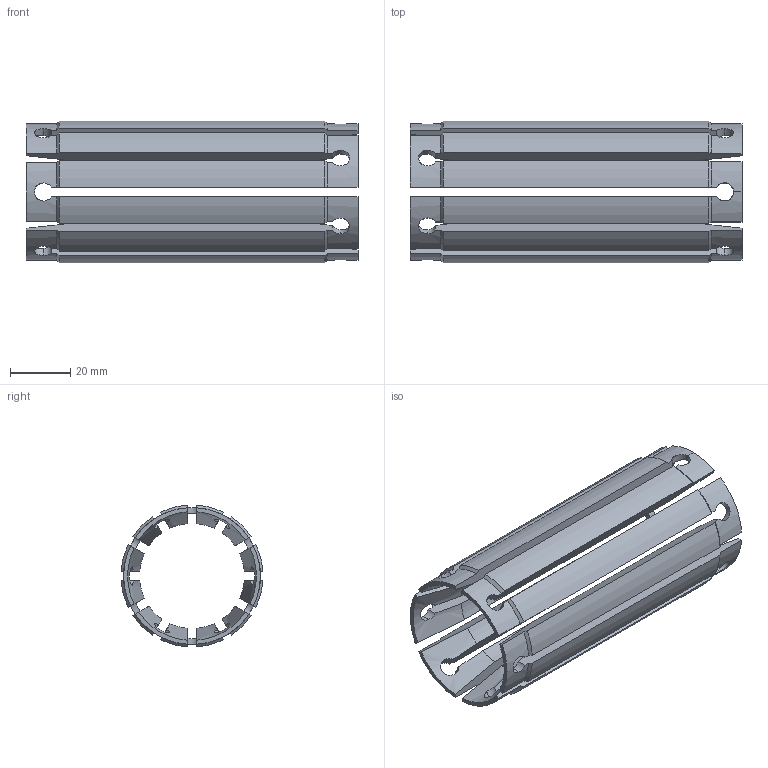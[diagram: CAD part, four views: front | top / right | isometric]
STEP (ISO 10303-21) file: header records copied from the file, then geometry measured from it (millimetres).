
FILE_DESCRIPTION (( 'STEP AP214' ), '1' );
FILE_NAME ('FT5011.STEP', '2025-05-13T16:10:21', ( '' ), ( '' ), 'SwSTEP 2.0', 'SolidWorks 2023', '' );
FILE_SCHEMA (( 'AUTOMOTIVE_DESIGN' ));
Length unit declared in the file: inch
Products named in the file (1): FT5011
Bounding box: 110.36 x 47.14 x 47.14 mm (x, y, z)
Volume: 53788.5 mm3; surface area: 35007.1 mm2
Topology: 1 solids, 1 shells, 142 faces, 426 edges, 284 vertices
Faces by surface type: cylinder 69, cone 37, plane 36
Entity records: 6065 total; most frequent: CARTESIAN_POINT 2423, ORIENTED_EDGE 852, DIRECTION 648, EDGE_CURVE 426, VERTEX_POINT 284, AXIS2_PLACEMENT_3D 241, LINE 166, VECTOR 166
